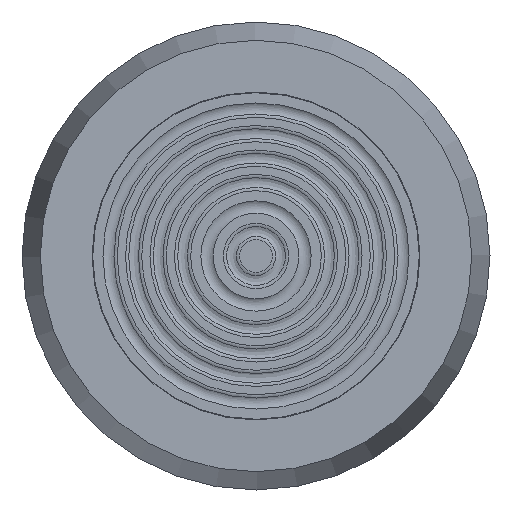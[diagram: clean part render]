
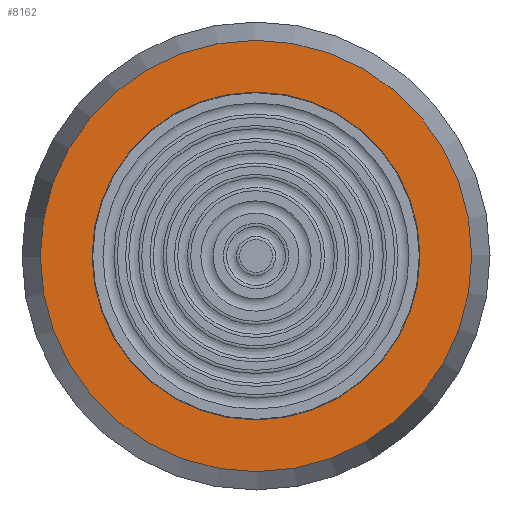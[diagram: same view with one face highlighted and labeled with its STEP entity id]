
A CAD part, left-side view. The second image highlights one B-rep face of the part: STEP entity #8162.
In plain terms, the highlighted planar face has unit normal (-1, 0, 0).
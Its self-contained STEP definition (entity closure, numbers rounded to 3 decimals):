
#1070=FACE_BOUND('',#2137,.T.);
#1127=PLANE('',#8597);
#1614=FACE_OUTER_BOUND('',#2136,.T.);
#2136=EDGE_LOOP('',(#7454));
#2137=EDGE_LOOP('',(#7455));
#3110=CIRCLE('',#8588,24.);
#3115=CIRCLE('',#8598,31.571);
#3903=VERTEX_POINT('',#26575);
#3905=VERTEX_POINT('',#26588);
#5096=EDGE_CURVE('',#3903,#3903,#3110,.T.);
#5102=EDGE_CURVE('',#3905,#3905,#3115,.T.);
#7454=ORIENTED_EDGE('',*,*,#5102,.F.);
#7455=ORIENTED_EDGE('',*,*,#5096,.T.);
#8162=ADVANCED_FACE('',(#1614,#1070),#1127,.T.);
#8588=AXIS2_PLACEMENT_3D('',#26576,#9658,#9659);
#8597=AXIS2_PLACEMENT_3D('',#26587,#9677,#9678);
#8598=AXIS2_PLACEMENT_3D('',#26589,#9679,#9680);
#9658=DIRECTION('center_axis',(1.,0.,0.));
#9659=DIRECTION('ref_axis',(0.,1.,0.));
#9677=DIRECTION('center_axis',(-1.,0.,0.));
#9678=DIRECTION('ref_axis',(0.,0.,1.));
#9679=DIRECTION('center_axis',(1.,0.,0.));
#9680=DIRECTION('ref_axis',(0.,0.,-1.));
#26575=CARTESIAN_POINT('',(-31.,-24.,0.));
#26576=CARTESIAN_POINT('Origin',(-31.,0.,0.));
#26587=CARTESIAN_POINT('Origin',(-31.,31.571,0.));
#26588=CARTESIAN_POINT('',(-31.,-31.571,0.));
#26589=CARTESIAN_POINT('Origin',(-31.,0.,0.));
